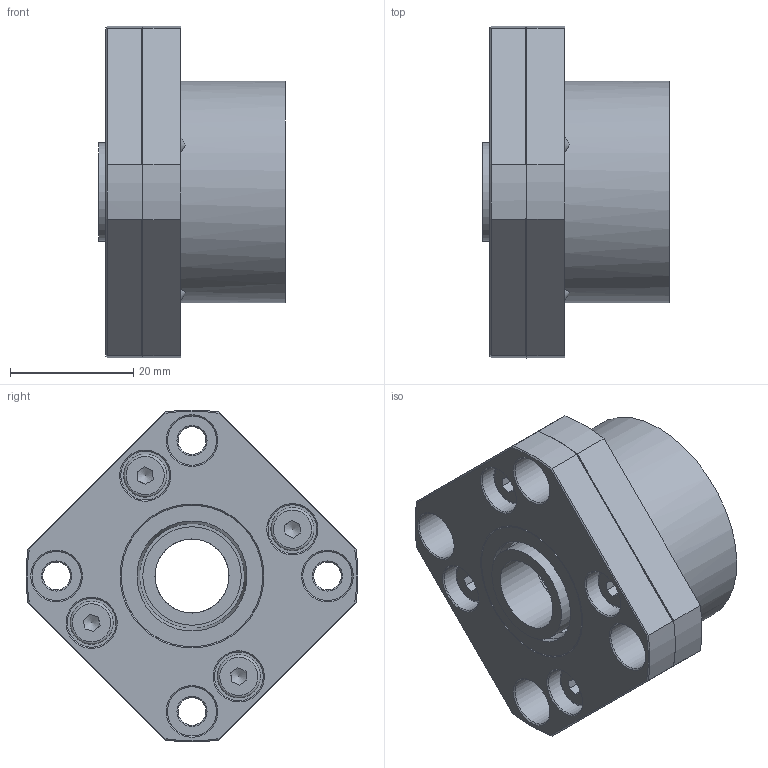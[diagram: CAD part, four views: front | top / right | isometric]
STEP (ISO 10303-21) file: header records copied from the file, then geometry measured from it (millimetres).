
FILE_DESCRIPTION(/* description */ (''),/* implementation_level */ '2;1');
FILE_NAME(/* name */ 'FK12-Flanschfestlager-20160127.stp',/* time_stamp */ '2016-01-27T18:06:37+01:00',/* author */ ('Nick_2'),/* organization */ (''),/* preprocessor_version */ 'ST-DEVELOPER v15.6',/* originating_system */ 'Autodesk Inventor 2015',/* authorisation */ '');
FILE_SCHEMA (('AUTOMOTIVE_DESIGN { 1 0 10303 214 3 1 1 }'));
Length unit declared in the file: millimetre
Products named in the file (9): FK12_Flanschfestlager; FK12_Abdeckkappe; FK12-Distanzscheibe; Rolling bearing 7001 C GB_T 292-94; DIN 7984 - M4 x 6; Wellendichtring23x17x4; FK12-Dinstanzring_kurz; FK12-Dinstanzring_lang; FK12-Flanschfestlager-20150713
Assembly tree (13 placements, depth 2):
  FK12-Flanschfestlager-20150713
    FK12_Flanschfestlager
    FK12_Abdeckkappe
    FK12-Distanzscheibe
    Rolling bearing 7001 C GB_T 292-94  x2
    DIN 7984 - M4 x 6  x4
    Wellendichtring23x17x4  x2
    FK12-Dinstanzring_kurz
    FK12-Dinstanzring_lang
Bounding box: 30.3 x 53.93 x 53.93 mm (x, y, z)
Volume: 29420.8 mm3; surface area: 23732 mm2
Topology: 31 solids, 31 shells, 263 faces, 597 edges, 377 vertices
Faces by surface type: plane 83, cylinder 61, cone 53, torus 50, sphere 16
Full cylindrical faces by diameter (mm): 3.242 x4, 4 x4, 4.5 x4, 4.6 x4, 7 x4, 7.9 x4, 8 x4, 12 x2, 12.05 x2, 16 x2, 17.216 x4, 17.9 x2, 22.784 x2, 23 x4, 24 x1, 28 x5, 36 x1
Entity records: 4467 total; most frequent: DIRECTION 826, CARTESIAN_POINT 731, ORIENTED_EDGE 576, AXIS2_PLACEMENT_3D 387, EDGE_LOOP 310, EDGE_CURVE 272, VERTEX_POINT 218, CIRCLE 190
